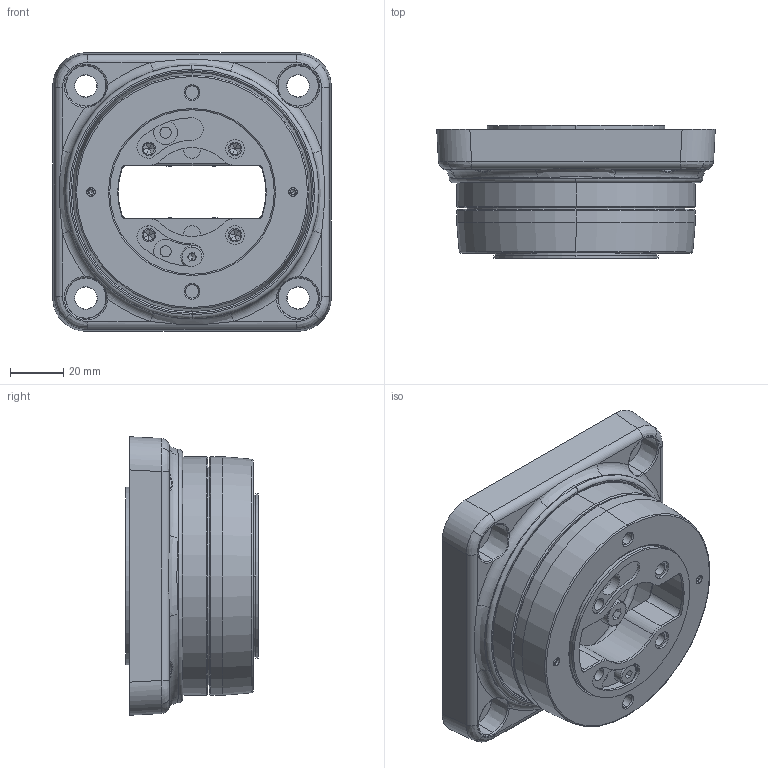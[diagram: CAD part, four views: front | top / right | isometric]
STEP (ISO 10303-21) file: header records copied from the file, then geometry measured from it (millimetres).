
FILE_DESCRIPTION (( 'STEP AP214' ), '1' );
FILE_NAME ('49447221.STEP', '2016-02-24T13:14:13', ( 'Macha' ), ( 'Hewlett-Packard Company' ), 'SwSTEP 2.0', 'SolidWorks 2015', '' );
FILE_SCHEMA (( 'AUTOMOTIVE_DESIGN' ));
Length unit declared in the file: millimetre
Products named in the file (13): 49447221; 82400; 83020; 93266; 98675; 82984; 12960; 93060; 93717; 84408; 41880; 84409; 12961_Bearbeitung f�r Standfu� drehbar
Assembly tree (24 placements, depth 2):
  49447221
    12961_Bearbeitung f�r Standfu� drehbar
    84409
    41880  x2
    84408
    93717  x2
    93060
    12960
    82984  x2
    98675  x4
    93266  x4
    83020  x4
    82400
Bounding box: 105.02 x 50.1 x 105.02 mm (x, y, z)
Volume: 245929.7 mm3; surface area: 105240.7 mm2
Topology: 24 solids, 24 shells, 1372 faces, 3267 edges, 1955 vertices
Faces by surface type: bspline 406, cylinder 321, plane 305, cone 192, torus 138, sphere 10
Entity records: 48064 total; most frequent: CARTESIAN_POINT 23138, ORIENTED_EDGE 5482, DIRECTION 4539, EDGE_CURVE 2741, AXIS2_PLACEMENT_3D 1916, VERTEX_POINT 1643, EDGE_LOOP 1242, CIRCLE 1150
